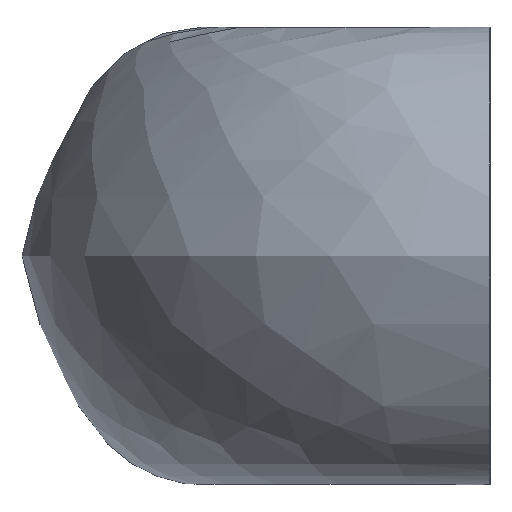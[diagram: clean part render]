
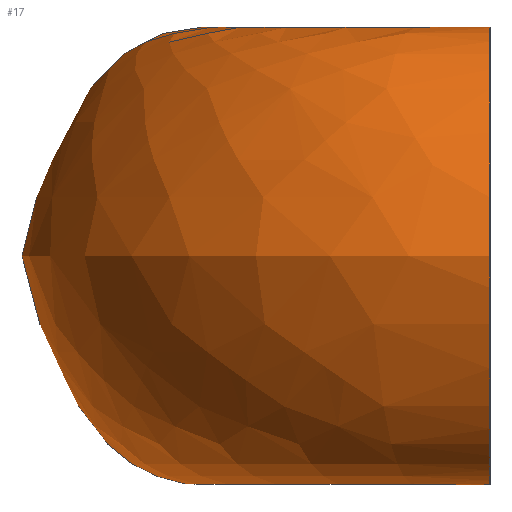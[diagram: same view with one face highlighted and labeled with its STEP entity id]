
A CAD part, left-side view. The second image highlights one B-rep face of the part: STEP entity #17.
In plain terms, the highlighted face is a revolution surface.
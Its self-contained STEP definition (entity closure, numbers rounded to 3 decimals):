
#17 = ADVANCED_FACE('',(#18),#33,.T.);
#18 = FACE_BOUND('',#19,.T.);
#19 = EDGE_LOOP('',(#20,#64,#110,#111));
#20 = ORIENTED_EDGE('',*,*,#21,.T.);
#21 = EDGE_CURVE('',#22,#24,#26,.T.);
#22 = VERTEX_POINT('',#23);
#23 = CARTESIAN_POINT('',(600.,0.,0.));
#24 = VERTEX_POINT('',#25);
#25 = CARTESIAN_POINT('',(-600.,0.,0.));
#26 = SEAM_CURVE('',#27,(#32,#57),.PCURVE_S1.);
#27 = CIRCLE('',#28,600.);
#28 = AXIS2_PLACEMENT_3D('',#29,#30,#31);
#29 = CARTESIAN_POINT('',(0.,0.,0.));
#30 = DIRECTION('',(0.,0.,1.));
#31 = DIRECTION('',(1.,0.,-0.));
#32 = PCURVE('',#33,#51);
#33 = SURFACE_OF_REVOLUTION('',#34,#48);
#34 = B_SPLINE_CURVE_WITH_KNOTS('',3,(#35,#36,#37,#38,#39,#40,#41,#42,
    #43,#44,#45,#46,#47),.UNSPECIFIED.,.T.,.F.,(4,1,1,1,1,1,1,1,1,1,4),(
    0.,187.233,347.983,428.292,541.777,
    718.249,894.72,1008.206,1088.515,
    1249.265,1436.498),.UNSPECIFIED.);
#35 = CARTESIAN_POINT('',(600.,0.,0.));
#36 = CARTESIAN_POINT('',(592.866,0.,48.135));
#37 = CARTESIAN_POINT('',(549.627,0.,178.408));
#38 = CARTESIAN_POINT('',(456.959,0.,287.784));
#39 = CARTESIAN_POINT('',(311.898,0.,302.222));
#40 = CARTESIAN_POINT('',(306.239,0.,144.249));
#41 = CARTESIAN_POINT('',(296.203,0.,0.));
#42 = CARTESIAN_POINT('',(306.239,0.,-144.249));
#43 = CARTESIAN_POINT('',(311.898,0.,-302.222));
#44 = CARTESIAN_POINT('',(456.959,0.,-287.784));
#45 = CARTESIAN_POINT('',(549.627,0.,-178.408));
#46 = CARTESIAN_POINT('',(592.866,-0.,-48.135));
#47 = CARTESIAN_POINT('',(600.,0.,0.));
#48 = AXIS1_PLACEMENT('',#49,#50);
#49 = CARTESIAN_POINT('',(0.,0.,0.));
#50 = DIRECTION('',(0.,0.,1.));
#51 = DEFINITIONAL_REPRESENTATION('',(#52),#56);
#52 = LINE('',#53,#54);
#53 = CARTESIAN_POINT('',(0.,0.));
#54 = VECTOR('',#55,1.);
#55 = DIRECTION('',(1.,0.));
#56 = ( GEOMETRIC_REPRESENTATION_CONTEXT(2) 
PARAMETRIC_REPRESENTATION_CONTEXT() REPRESENTATION_CONTEXT('2D SPACE',''
  ) );
#57 = PCURVE('',#33,#58);
#58 = DEFINITIONAL_REPRESENTATION('',(#59),#63);
#59 = LINE('',#60,#61);
#60 = CARTESIAN_POINT('',(0.,1436.498));
#61 = VECTOR('',#62,1.);
#62 = DIRECTION('',(1.,0.));
#63 = ( GEOMETRIC_REPRESENTATION_CONTEXT(2) 
PARAMETRIC_REPRESENTATION_CONTEXT() REPRESENTATION_CONTEXT('2D SPACE',''
  ) );
#64 = ORIENTED_EDGE('',*,*,#65,.T.);
#65 = EDGE_CURVE('',#24,#24,#66,.T.);
#66 = SURFACE_CURVE('',#67,(#81,#88),.PCURVE_S1.);
#67 = B_SPLINE_CURVE_WITH_KNOTS('',3,(#68,#69,#70,#71,#72,#73,#74,#75,
    #76,#77,#78,#79,#80),.UNSPECIFIED.,.T.,.F.,(4,1,1,1,1,1,1,1,1,1,4),(
    0.,187.233,347.983,428.292,541.777,
    718.249,894.72,1008.206,1088.515,
    1249.265,1436.498),.UNSPECIFIED.);
#68 = CARTESIAN_POINT('',(-600.,0.,0.));
#69 = CARTESIAN_POINT('',(-592.866,0.,
    48.135));
#70 = CARTESIAN_POINT('',(-549.627,0.,
    178.408));
#71 = CARTESIAN_POINT('',(-456.959,0.,
    287.784));
#72 = CARTESIAN_POINT('',(-311.898,0.,
    302.222));
#73 = CARTESIAN_POINT('',(-306.239,0.,
    144.249));
#74 = CARTESIAN_POINT('',(-296.203,0.,
    0.));
#75 = CARTESIAN_POINT('',(-306.239,0.,
    -144.249));
#76 = CARTESIAN_POINT('',(-311.898,0.,
    -302.222));
#77 = CARTESIAN_POINT('',(-456.959,0.,
    -287.784));
#78 = CARTESIAN_POINT('',(-549.627,0.,
    -178.408));
#79 = CARTESIAN_POINT('',(-592.866,0.,
    -48.135));
#80 = CARTESIAN_POINT('',(-600.,0.,0.));
#81 = PCURVE('',#33,#82);
#82 = DEFINITIONAL_REPRESENTATION('',(#83),#87);
#83 = LINE('',#84,#85);
#84 = CARTESIAN_POINT('',(3.142,0.));
#85 = VECTOR('',#86,1.);
#86 = DIRECTION('',(0.,1.));
#87 = ( GEOMETRIC_REPRESENTATION_CONTEXT(2) 
PARAMETRIC_REPRESENTATION_CONTEXT() REPRESENTATION_CONTEXT('2D SPACE',''
  ) );
#88 = PCURVE('',#89,#94);
#89 = PLANE('',#90);
#90 = AXIS2_PLACEMENT_3D('',#91,#92,#93);
#91 = CARTESIAN_POINT('',(-424.22,0.,
    0.));
#92 = DIRECTION('',(0.,1.,-0.));
#93 = DIRECTION('',(-0.,0.,-1.));
#94 = DEFINITIONAL_REPRESENTATION('',(#95),#109);
#95 = B_SPLINE_CURVE_WITH_KNOTS('',3,(#96,#97,#98,#99,#100,#101,#102,
    #103,#104,#105,#106,#107,#108),.UNSPECIFIED.,.T.,.F.,(4,1,1,1,1,1,1,
    1,1,1,4),(0.,187.233,347.983,428.292,
    541.777,718.249,894.72,1008.206,
    1088.515,1249.265,1436.498),
  .UNSPECIFIED.);
#96 = CARTESIAN_POINT('',(0.,175.78));
#97 = CARTESIAN_POINT('',(-48.135,168.647));
#98 = CARTESIAN_POINT('',(-178.408,125.407));
#99 = CARTESIAN_POINT('',(-287.784,32.74));
#100 = CARTESIAN_POINT('',(-302.222,-112.321));
#101 = CARTESIAN_POINT('',(-144.249,-117.981));
#102 = CARTESIAN_POINT('',(0.,-128.017));
#103 = CARTESIAN_POINT('',(144.249,-117.981));
#104 = CARTESIAN_POINT('',(302.222,-112.321));
#105 = CARTESIAN_POINT('',(287.784,32.74));
#106 = CARTESIAN_POINT('',(178.408,125.407));
#107 = CARTESIAN_POINT('',(48.135,168.647));
#108 = CARTESIAN_POINT('',(0.,175.78));
#109 = ( GEOMETRIC_REPRESENTATION_CONTEXT(2) 
PARAMETRIC_REPRESENTATION_CONTEXT() REPRESENTATION_CONTEXT('2D SPACE',''
  ) );
#110 = ORIENTED_EDGE('',*,*,#21,.F.);
#111 = ORIENTED_EDGE('',*,*,#112,.F.);
#112 = EDGE_CURVE('',#22,#22,#113,.T.);
#113 = SURFACE_CURVE('',#114,(#128,#135),.PCURVE_S1.);
#114 = B_SPLINE_CURVE_WITH_KNOTS('',3,(#115,#116,#117,#118,#119,#120,
    #121,#122,#123,#124,#125,#126,#127),.UNSPECIFIED.,.T.,.F.,(4,1,1,1,1
    ,1,1,1,1,1,4),(0.,187.233,347.983,428.292,
    541.777,718.249,894.72,1008.206,
    1088.515,1249.265,1436.498),
  .UNSPECIFIED.);
#115 = CARTESIAN_POINT('',(600.,0.,0.));
#116 = CARTESIAN_POINT('',(592.866,0.,48.135));
#117 = CARTESIAN_POINT('',(549.627,0.,178.408));
#118 = CARTESIAN_POINT('',(456.959,0.,287.784));
#119 = CARTESIAN_POINT('',(311.898,0.,302.222));
#120 = CARTESIAN_POINT('',(306.239,0.,144.249));
#121 = CARTESIAN_POINT('',(296.203,0.,0.));
#122 = CARTESIAN_POINT('',(306.239,0.,-144.249));
#123 = CARTESIAN_POINT('',(311.898,0.,-302.222));
#124 = CARTESIAN_POINT('',(456.959,0.,-287.784));
#125 = CARTESIAN_POINT('',(549.627,0.,-178.408));
#126 = CARTESIAN_POINT('',(592.866,-0.,-48.135));
#127 = CARTESIAN_POINT('',(600.,0.,0.));
#128 = PCURVE('',#33,#129);
#129 = DEFINITIONAL_REPRESENTATION('',(#130),#134);
#130 = LINE('',#131,#132);
#131 = CARTESIAN_POINT('',(0.,0.));
#132 = VECTOR('',#133,1.);
#133 = DIRECTION('',(0.,1.));
#134 = ( GEOMETRIC_REPRESENTATION_CONTEXT(2) 
PARAMETRIC_REPRESENTATION_CONTEXT() REPRESENTATION_CONTEXT('2D SPACE',''
  ) );
#135 = PCURVE('',#136,#141);
#136 = PLANE('',#137);
#137 = AXIS2_PLACEMENT_3D('',#138,#139,#140);
#138 = CARTESIAN_POINT('',(424.22,0.,0.));
#139 = DIRECTION('',(-0.,-1.,-0.));
#140 = DIRECTION('',(0.,0.,-1.));
#141 = DEFINITIONAL_REPRESENTATION('',(#142),#156);
#142 = B_SPLINE_CURVE_WITH_KNOTS('',3,(#143,#144,#145,#146,#147,#148,
    #149,#150,#151,#152,#153,#154,#155),.UNSPECIFIED.,.T.,.F.,(4,1,1,1,1
    ,1,1,1,1,1,4),(0.,187.233,347.983,428.292,
    541.777,718.249,894.72,1008.206,
    1088.515,1249.265,1436.498),
  .UNSPECIFIED.);
#143 = CARTESIAN_POINT('',(0.,175.78));
#144 = CARTESIAN_POINT('',(-48.135,168.647));
#145 = CARTESIAN_POINT('',(-178.408,125.407));
#146 = CARTESIAN_POINT('',(-287.784,32.74));
#147 = CARTESIAN_POINT('',(-302.222,-112.321));
#148 = CARTESIAN_POINT('',(-144.249,-117.981));
#149 = CARTESIAN_POINT('',(0.,-128.017));
#150 = CARTESIAN_POINT('',(144.249,-117.981));
#151 = CARTESIAN_POINT('',(302.222,-112.321));
#152 = CARTESIAN_POINT('',(287.784,32.74));
#153 = CARTESIAN_POINT('',(178.408,125.407));
#154 = CARTESIAN_POINT('',(48.135,168.647));
#155 = CARTESIAN_POINT('',(0.,175.78));
#156 = ( GEOMETRIC_REPRESENTATION_CONTEXT(2) 
PARAMETRIC_REPRESENTATION_CONTEXT() REPRESENTATION_CONTEXT('2D SPACE',''
  ) );
